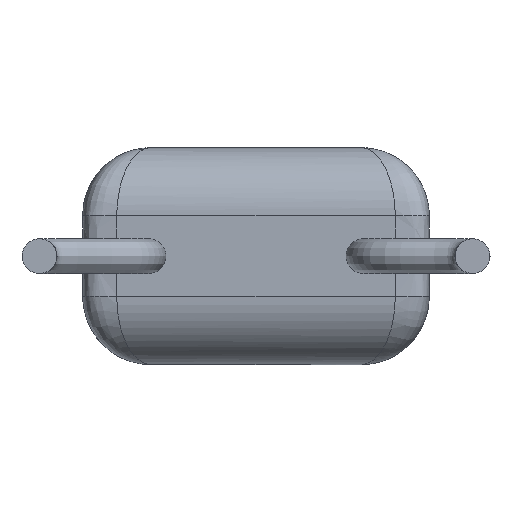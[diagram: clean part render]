
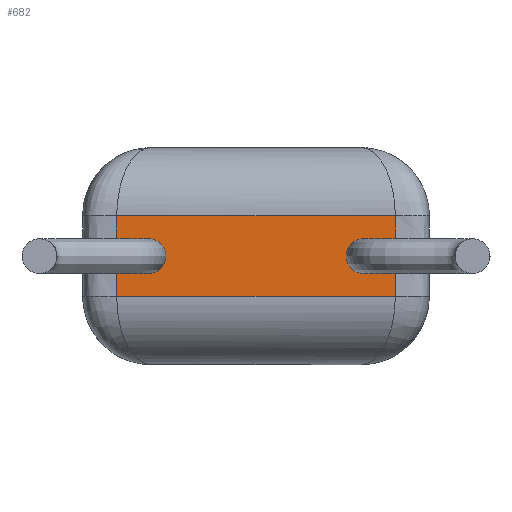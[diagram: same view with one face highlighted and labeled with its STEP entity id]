
A CAD part, front view. The second image highlights one B-rep face of the part: STEP entity #682.
In plain terms, the highlighted planar face has unit normal (0, -1, 0).
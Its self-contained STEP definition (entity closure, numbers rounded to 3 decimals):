
#61 = ORIENTED_EDGE ( 'NONE', *, *, #5323, .T. ) ;
#92 = ORIENTED_EDGE ( 'NONE', *, *, #5606, .F. ) ;
#99 = EDGE_LOOP ( 'NONE', ( #4890, #61, #996, #5484 ) ) ;
#412 = VERTEX_POINT ( 'NONE', #6012 ) ;
#470 = DIRECTION ( 'NONE',  ( 0., 0., -1. ) ) ;
#482 = EDGE_CURVE ( 'NONE', #4707, #412, #601, .T. ) ;
#496 = CARTESIAN_POINT ( 'NONE',  ( 4.115, 0., 1.845 ) ) ;
#532 = CARTESIAN_POINT ( 'NONE',  ( 0.5, 0., 1. ) ) ;
#601 = CIRCLE ( 'NONE', #5117, 0.255 ) ;
#682 = ADVANCED_FACE ( 'NONE', ( #4512, #1095, #3861 ), #5214, .F. ) ;
#809 = VERTEX_POINT ( 'NONE', #496 ) ;
#866 = CARTESIAN_POINT ( 'NONE',  ( 4.115, 0., 1.59 ) ) ;
#894 = CARTESIAN_POINT ( 'NONE',  ( 0.965, 0., 1.845 ) ) ;
#899 = CARTESIAN_POINT ( 'NONE',  ( 0.965, 0., 1.59 ) ) ;
#964 = DIRECTION ( 'NONE',  ( 0., -1., 0. ) ) ;
#969 = CARTESIAN_POINT ( 'NONE',  ( 0.5, 0., 1. ) ) ;
#986 = CARTESIAN_POINT ( 'NONE',  ( 0., 0., 3.18 ) ) ;
#987 = AXIS2_PLACEMENT_3D ( 'NONE', #986, #5236, #5735 ) ;
#996 = ORIENTED_EDGE ( 'NONE', *, *, #4114, .T. ) ;
#1059 = CARTESIAN_POINT ( 'NONE',  ( 0.5, 0., 1.787 ) ) ;
#1091 = CARTESIAN_POINT ( 'NONE',  ( 4.58, 0., 1. ) ) ;
#1095 = FACE_OUTER_BOUND ( 'NONE', #99, .T. ) ;
#1239 = CARTESIAN_POINT ( 'NONE',  ( 4.58, 0., 1. ) ) ;
#1563 = VERTEX_POINT ( 'NONE', #2641 ) ;
#1633 = ORIENTED_EDGE ( 'NONE', *, *, #482, .F. ) ;
#1740 = EDGE_LOOP ( 'NONE', ( #1633, #92 ) ) ;
#1857 = DIRECTION ( 'NONE',  ( 0., 1., 0. ) ) ;
#1997 = DIRECTION ( 'NONE',  ( 0., 0., 1. ) ) ;
#2062 = CARTESIAN_POINT ( 'NONE',  ( 0.5, 0., 2.18 ) ) ;
#2176 = AXIS2_PLACEMENT_3D ( 'NONE', #2511, #6122, #3039 ) ;
#2251 = CARTESIAN_POINT ( 'NONE',  ( 4.58, 0., 2.18 ) ) ;
#2511 = CARTESIAN_POINT ( 'NONE',  ( 0.965, 0., 1.59 ) ) ;
#2631 = CARTESIAN_POINT ( 'NONE',  ( 0.5, 0., 1.393 ) ) ;
#2641 = CARTESIAN_POINT ( 'NONE',  ( 4.115, 0., 1.335 ) ) ;
#2660 = DIRECTION ( 'NONE',  ( 1., 0., 0. ) ) ;
#2696 = CARTESIAN_POINT ( 'NONE',  ( 4.58, 0., 1. ) ) ;
#2927 = EDGE_LOOP ( 'NONE', ( #6468, #5881 ) ) ;
#2995 = CARTESIAN_POINT ( 'NONE',  ( 0., 0., 2.18 ) ) ;
#3039 = DIRECTION ( 'NONE',  ( 0., 0., 1. ) ) ;
#3058 = CARTESIAN_POINT ( 'NONE',  ( 4.115, 0., 1.59 ) ) ;
#3135 = VERTEX_POINT ( 'NONE', #532 ) ;
#3372 = B_SPLINE_CURVE_WITH_KNOTS ( 'NONE', 3,
 ( #1239, #5322, #5822, #2251 ),
 .UNSPECIFIED., .F., .F.,
 ( 4, 4 ),
 ( 0.314, 0.686 ),
 .UNSPECIFIED. ) ;
#3553 = CARTESIAN_POINT ( 'NONE',  ( 0.5, 0., 2.18 ) ) ;
#3579 = B_SPLINE_CURVE_WITH_KNOTS ( 'NONE', 3,
 ( #2062, #1059, #2631, #969 ),
 .UNSPECIFIED., .F., .F.,
 ( 4, 4 ),
 ( 0.314, 0.686 ),
 .UNSPECIFIED. ) ;
#3704 = VECTOR ( 'NONE', #4029, 1000. ) ;
#3854 = EDGE_CURVE ( 'NONE', #809, #1563, #4034, .T. ) ;
#3861 = FACE_BOUND ( 'NONE', #1740, .T. ) ;
#4029 = DIRECTION ( 'NONE',  ( -1., 0., 0. ) ) ;
#4034 = CIRCLE ( 'NONE', #5890, 0.255 ) ;
#4041 = CIRCLE ( 'NONE', #6204, 0.255 ) ;
#4093 = CARTESIAN_POINT ( 'NONE',  ( 4.58, 0., 2.18 ) ) ;
#4114 = EDGE_CURVE ( 'NONE', #5070, #6362, #3372, .T. ) ;
#4512 = FACE_BOUND ( 'NONE', #2927, .T. ) ;
#4678 = EDGE_CURVE ( 'NONE', #6362, #5801, #5949, .T. ) ;
#4707 = VERTEX_POINT ( 'NONE', #894 ) ;
#4795 = LINE ( 'NONE', #1091, #6687 ) ;
#4890 = ORIENTED_EDGE ( 'NONE', *, *, #4949, .T. ) ;
#4949 = EDGE_CURVE ( 'NONE', #5801, #3135, #3579, .T. ) ;
#5070 = VERTEX_POINT ( 'NONE', #2696 ) ;
#5117 = AXIS2_PLACEMENT_3D ( 'NONE', #899, #964, #1997 ) ;
#5214 = PLANE ( 'NONE',  #987 ) ;
#5236 = DIRECTION ( 'NONE',  ( 0., 1., 0. ) ) ;
#5322 = CARTESIAN_POINT ( 'NONE',  ( 4.58, 0., 1.393 ) ) ;
#5323 = EDGE_CURVE ( 'NONE', #3135, #5070, #4795, .T. ) ;
#5465 = DIRECTION ( 'NONE',  ( 0., 0., -1. ) ) ;
#5484 = ORIENTED_EDGE ( 'NONE', *, *, #4678, .T. ) ;
#5606 = EDGE_CURVE ( 'NONE', #412, #4707, #6527, .T. ) ;
#5735 = DIRECTION ( 'NONE',  ( 0., 0., 1. ) ) ;
#5801 = VERTEX_POINT ( 'NONE', #3553 ) ;
#5822 = CARTESIAN_POINT ( 'NONE',  ( 4.58, 0., 1.787 ) ) ;
#5881 = ORIENTED_EDGE ( 'NONE', *, *, #6171, .T. ) ;
#5890 = AXIS2_PLACEMENT_3D ( 'NONE', #3058, #6670, #470 ) ;
#5949 = LINE ( 'NONE', #2995, #3704 ) ;
#6012 = CARTESIAN_POINT ( 'NONE',  ( 0.965, 0., 1.335 ) ) ;
#6122 = DIRECTION ( 'NONE',  ( 0., -1., 0. ) ) ;
#6171 = EDGE_CURVE ( 'NONE', #1563, #809, #4041, .T. ) ;
#6204 = AXIS2_PLACEMENT_3D ( 'NONE', #866, #1857, #5465 ) ;
#6362 = VERTEX_POINT ( 'NONE', #4093 ) ;
#6468 = ORIENTED_EDGE ( 'NONE', *, *, #3854, .T. ) ;
#6527 = CIRCLE ( 'NONE', #2176, 0.255 ) ;
#6670 = DIRECTION ( 'NONE',  ( 0., 1., 0. ) ) ;
#6687 = VECTOR ( 'NONE', #2660, 1000. ) ;
